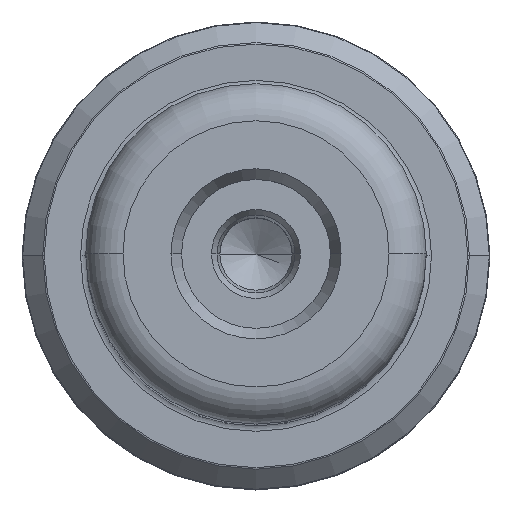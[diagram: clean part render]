
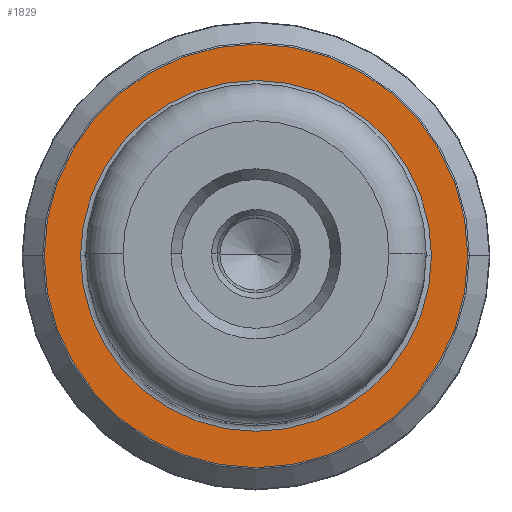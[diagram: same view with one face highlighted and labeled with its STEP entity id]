
A CAD part, top view. The second image highlights one B-rep face of the part: STEP entity #1829.
In plain terms, the highlighted planar face has unit normal (0, 0, 1).
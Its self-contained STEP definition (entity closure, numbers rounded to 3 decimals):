
#214 = EDGE_CURVE ( 'NONE', #474, #1251, #2715, .T. ) ;
#264 = AXIS2_PLACEMENT_3D ( 'NONE', #1929, #3222, #2239 ) ;
#289 = DIRECTION ( 'NONE',  ( 0., 0., 1. ) ) ;
#377 = CARTESIAN_POINT ( 'NONE',  ( 0., 0., 33. ) ) ;
#474 = VERTEX_POINT ( 'NONE', #3879 ) ;
#655 = DIRECTION ( 'NONE',  ( 0., 0., -1. ) ) ;
#700 = EDGE_LOOP ( 'NONE', ( #1260, #2365 ) ) ;
#707 = AXIS2_PLACEMENT_3D ( 'NONE', #3701, #655, #1874 ) ;
#941 = CARTESIAN_POINT ( 'NONE',  ( -16.5, 0., 33. ) ) ;
#984 = CARTESIAN_POINT ( 'NONE',  ( -19.917, 0., 33. ) ) ;
#1014 = ORIENTED_EDGE ( 'NONE', *, *, #1513, .T. ) ;
#1251 = VERTEX_POINT ( 'NONE', #984 ) ;
#1260 = ORIENTED_EDGE ( 'NONE', *, *, #214, .T. ) ;
#1265 = CARTESIAN_POINT ( 'NONE',  ( 0., 0., 33. ) ) ;
#1267 = ORIENTED_EDGE ( 'NONE', *, *, #3236, .T. ) ;
#1345 = FACE_OUTER_BOUND ( 'NONE', #700, .T. ) ;
#1513 = EDGE_CURVE ( 'NONE', #2588, #3218, #2996, .T. ) ;
#1618 = AXIS2_PLACEMENT_3D ( 'NONE', #1265, #2816, #2434 ) ;
#1681 = CIRCLE ( 'NONE', #707, 16.5 ) ;
#1829 = ADVANCED_FACE ( 'NONE', ( #3371, #1345 ), #3800, .T. ) ;
#1874 = DIRECTION ( 'NONE',  ( -1., 0., 0. ) ) ;
#1929 = CARTESIAN_POINT ( 'NONE',  ( 0., 0., 33. ) ) ;
#1987 = DIRECTION ( 'NONE',  ( 1., 0., 0. ) ) ;
#2217 = EDGE_LOOP ( 'NONE', ( #1267, #1014 ) ) ;
#2239 = DIRECTION ( 'NONE',  ( 1., 0., 0. ) ) ;
#2267 = AXIS2_PLACEMENT_3D ( 'NONE', #3074, #289, #3532 ) ;
#2365 = ORIENTED_EDGE ( 'NONE', *, *, #2760, .T. ) ;
#2434 = DIRECTION ( 'NONE',  ( -1., 0., 0. ) ) ;
#2588 = VERTEX_POINT ( 'NONE', #4021 ) ;
#2608 = DIRECTION ( 'NONE',  ( 0., 0., 1. ) ) ;
#2715 = CIRCLE ( 'NONE', #3565, 19.917 ) ;
#2760 = EDGE_CURVE ( 'NONE', #1251, #474, #3908, .T. ) ;
#2816 = DIRECTION ( 'NONE',  ( 0., 0., -1. ) ) ;
#2996 = CIRCLE ( 'NONE', #1618, 16.5 ) ;
#3074 = CARTESIAN_POINT ( 'NONE',  ( 0., 0., 33. ) ) ;
#3218 = VERTEX_POINT ( 'NONE', #941 ) ;
#3222 = DIRECTION ( 'NONE',  ( 0., 0., 1. ) ) ;
#3236 = EDGE_CURVE ( 'NONE', #3218, #2588, #1681, .T. ) ;
#3371 = FACE_BOUND ( 'NONE', #2217, .T. ) ;
#3532 = DIRECTION ( 'NONE',  ( 1., 0., 0. ) ) ;
#3565 = AXIS2_PLACEMENT_3D ( 'NONE', #377, #2608, #1987 ) ;
#3701 = CARTESIAN_POINT ( 'NONE',  ( 0., 0., 33. ) ) ;
#3800 = PLANE ( 'NONE',  #264 ) ;
#3879 = CARTESIAN_POINT ( 'NONE',  ( 19.917, 0., 33. ) ) ;
#3908 = CIRCLE ( 'NONE', #2267, 19.917 ) ;
#4021 = CARTESIAN_POINT ( 'NONE',  ( 16.5, 0., 33. ) ) ;
